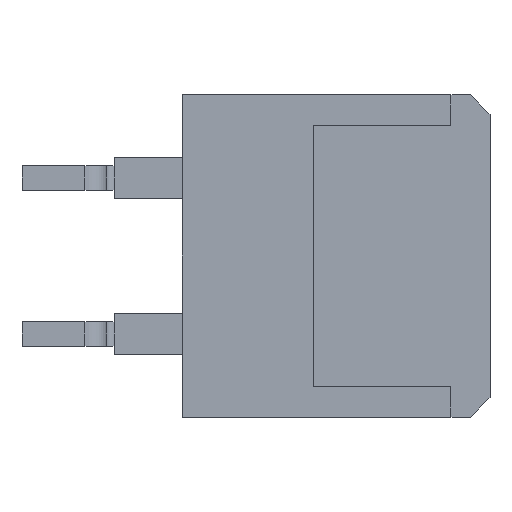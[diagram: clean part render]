
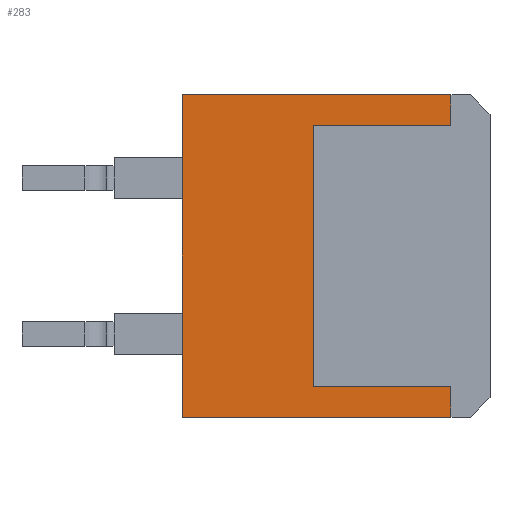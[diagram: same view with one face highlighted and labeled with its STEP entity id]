
A CAD part, front view. The second image highlights one B-rep face of the part: STEP entity #283.
In plain terms, the highlighted planar face has unit normal (0, -1, 0).
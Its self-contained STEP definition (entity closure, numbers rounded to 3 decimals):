
#27 = DIRECTION ( 'NONE',  ( -1., 0., 0. ) ) ;
#44 = CARTESIAN_POINT ( 'NONE',  ( -2.4, 0., -5.25 ) ) ;
#57 = LINE ( 'NONE', #1118, #1292 ) ;
#68 = VERTEX_POINT ( 'NONE', #1256 ) ;
#82 = DIRECTION ( 'NONE',  ( -1., 0., 0. ) ) ;
#100 = VERTEX_POINT ( 'NONE', #264 ) ;
#132 = ORIENTED_EDGE ( 'NONE', *, *, #1174, .F. ) ;
#137 = PLANE ( 'NONE',  #1489 ) ;
#172 = CARTESIAN_POINT ( 'NONE',  ( 6.35, 0., 5.25 ) ) ;
#204 = VECTOR ( 'NONE', #1085, 1000. ) ;
#230 = LINE ( 'NONE', #516, #1480 ) ;
#239 = VECTOR ( 'NONE', #303, 1000. ) ;
#250 = VERTEX_POINT ( 'NONE', #1400 ) ;
#264 = CARTESIAN_POINT ( 'NONE',  ( 6.35, 0., 5.25 ) ) ;
#268 = CARTESIAN_POINT ( 'NONE',  ( 6.35, 0., -5.25 ) ) ;
#273 = CARTESIAN_POINT ( 'NONE',  ( 6.35, 0., -5.25 ) ) ;
#283 = ADVANCED_FACE ( 'NONE', ( #924 ), #137, .F. ) ;
#303 = DIRECTION ( 'NONE',  ( 1., 0., 0. ) ) ;
#308 = LINE ( 'NONE', #268, #562 ) ;
#417 = ORIENTED_EDGE ( 'NONE', *, *, #978, .T. ) ;
#485 = LINE ( 'NONE', #273, #1541 ) ;
#492 = LINE ( 'NONE', #172, #239 ) ;
#516 = CARTESIAN_POINT ( 'NONE',  ( 6.35, 0., -4.25 ) ) ;
#562 = VECTOR ( 'NONE', #1281, 1000. ) ;
#584 = VECTOR ( 'NONE', #1598, 1000. ) ;
#607 = ORIENTED_EDGE ( 'NONE', *, *, #625, .T. ) ;
#614 = CARTESIAN_POINT ( 'NONE',  ( -2.4, 0., -5.25 ) ) ;
#625 = EDGE_CURVE ( 'NONE', #1026, #68, #1363, .T. ) ;
#629 = VECTOR ( 'NONE', #1735, 1000. ) ;
#647 = CARTESIAN_POINT ( 'NONE',  ( 1.88, 0., 4.25 ) ) ;
#657 = EDGE_CURVE ( 'NONE', #1613, #250, #57, .T. ) ;
#678 = CARTESIAN_POINT ( 'NONE',  ( 1.88, 0., -4.25 ) ) ;
#720 = CARTESIAN_POINT ( 'NONE',  ( 6.35, 0., -4.25 ) ) ;
#810 = ORIENTED_EDGE ( 'NONE', *, *, #657, .F. ) ;
#846 = ORIENTED_EDGE ( 'NONE', *, *, #945, .T. ) ;
#847 = DIRECTION ( 'NONE',  ( 0., 0., -1. ) ) ;
#890 = ORIENTED_EDGE ( 'NONE', *, *, #1211, .F. ) ;
#924 = FACE_OUTER_BOUND ( 'NONE', #1441, .T. ) ;
#945 = EDGE_CURVE ( 'NONE', #1574, #1026, #1444, .T. ) ;
#978 = EDGE_CURVE ( 'NONE', #1613, #1574, #230, .T. ) ;
#1026 = VERTEX_POINT ( 'NONE', #647 ) ;
#1085 = DIRECTION ( 'NONE',  ( 1., 0., 0. ) ) ;
#1118 = CARTESIAN_POINT ( 'NONE',  ( 6.35, 0., -5.25 ) ) ;
#1119 = ORIENTED_EDGE ( 'NONE', *, *, #1329, .F. ) ;
#1174 = EDGE_CURVE ( 'NONE', #250, #1737, #308, .T. ) ;
#1211 = EDGE_CURVE ( 'NONE', #1547, #100, #492, .T. ) ;
#1256 = CARTESIAN_POINT ( 'NONE',  ( 6.35, 0., 4.25 ) ) ;
#1281 = DIRECTION ( 'NONE',  ( -1., 0., 0. ) ) ;
#1292 = VECTOR ( 'NONE', #847, 1000. ) ;
#1307 = ORIENTED_EDGE ( 'NONE', *, *, #1535, .F. ) ;
#1329 = EDGE_CURVE ( 'NONE', #1737, #1547, #1706, .T. ) ;
#1350 = CARTESIAN_POINT ( 'NONE',  ( 1.88, 0., 4.25 ) ) ;
#1363 = LINE ( 'NONE', #1367, #204 ) ;
#1367 = CARTESIAN_POINT ( 'NONE',  ( 1.88, 0., 4.25 ) ) ;
#1400 = CARTESIAN_POINT ( 'NONE',  ( 6.35, 0., -5.25 ) ) ;
#1441 = EDGE_LOOP ( 'NONE', ( #417, #846, #607, #1307, #890, #1119, #132, #810 ) ) ;
#1444 = LINE ( 'NONE', #1350, #629 ) ;
#1480 = VECTOR ( 'NONE', #82, 1000. ) ;
#1489 = AXIS2_PLACEMENT_3D ( 'NONE', #1661, #1696, #27 ) ;
#1497 = CARTESIAN_POINT ( 'NONE',  ( -2.4, 0., 5.25 ) ) ;
#1535 = EDGE_CURVE ( 'NONE', #100, #68, #485, .T. ) ;
#1541 = VECTOR ( 'NONE', #1546, 1000. ) ;
#1546 = DIRECTION ( 'NONE',  ( 0., 0., -1. ) ) ;
#1547 = VERTEX_POINT ( 'NONE', #1497 ) ;
#1574 = VERTEX_POINT ( 'NONE', #678 ) ;
#1598 = DIRECTION ( 'NONE',  ( 0., 0., 1. ) ) ;
#1613 = VERTEX_POINT ( 'NONE', #720 ) ;
#1661 = CARTESIAN_POINT ( 'NONE',  ( 0., 0., 0. ) ) ;
#1696 = DIRECTION ( 'NONE',  ( 0., 1., 0. ) ) ;
#1706 = LINE ( 'NONE', #44, #584 ) ;
#1735 = DIRECTION ( 'NONE',  ( 0., 0., 1. ) ) ;
#1737 = VERTEX_POINT ( 'NONE', #614 ) ;
